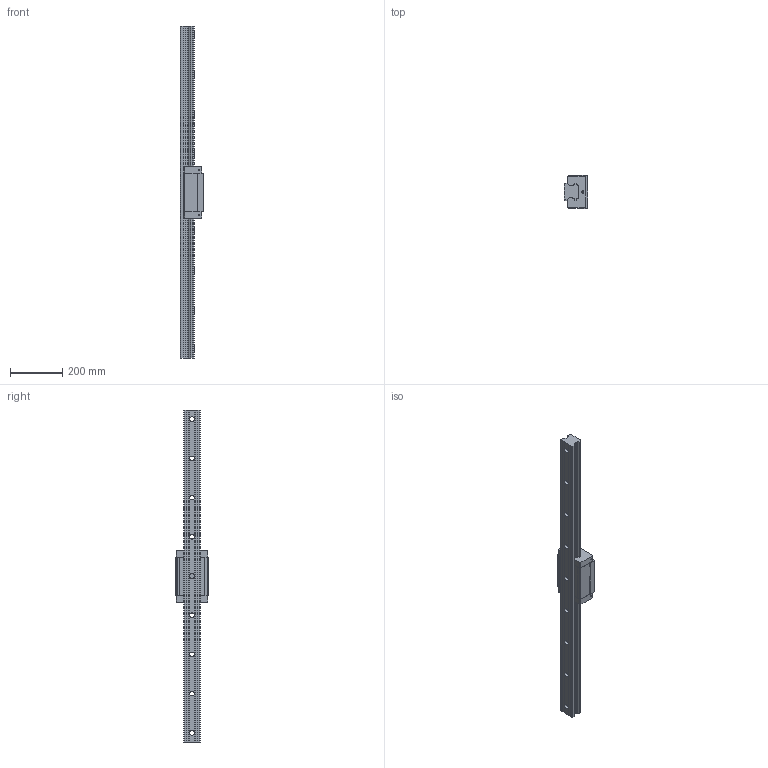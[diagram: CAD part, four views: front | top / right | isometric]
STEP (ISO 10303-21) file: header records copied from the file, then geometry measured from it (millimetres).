
FILE_DESCRIPTION(/* description */ (''),/* implementation_level */ '2;1');
FILE_NAME(/* name */ 'TRH65VL.stp',/* time_stamp */ '2012-09-21T10:09:16+08:00',/* author */ (''),/* organization */ (''),/* preprocessor_version */ 'ST-DEVELOPER v11',/* originating_system */ 'SIEMENS UGS NX 6.0',/* authorisation */ '');
FILE_SCHEMA (('CONFIG_CONTROL_DESIGN'));
Length unit declared in the file: millimetre
Products named in the file (1): fann9E27og6k
Bounding box: 90 x 126 x 1270 mm (x, y, z)
Volume: 4874445.2 mm3; surface area: 458828.2 mm2
Topology: 2 solids, 2 shells, 190 faces, 501 edges, 334 vertices
Faces by surface type: plane 104, cylinder 70, bspline 12, cone 4
Full cylindrical faces by diameter (mm): 5.2 x4, 9 x2, 18 x9, 26 x9
Entity records: 12993 total; most frequent: CARTESIAN_POINT 8307, ORIENTED_EDGE 938, DIRECTION 909, EDGE_CURVE 469, VERTEX_POINT 330, AXIS2_PLACEMENT_3D 320, LINE 269, VECTOR 269
